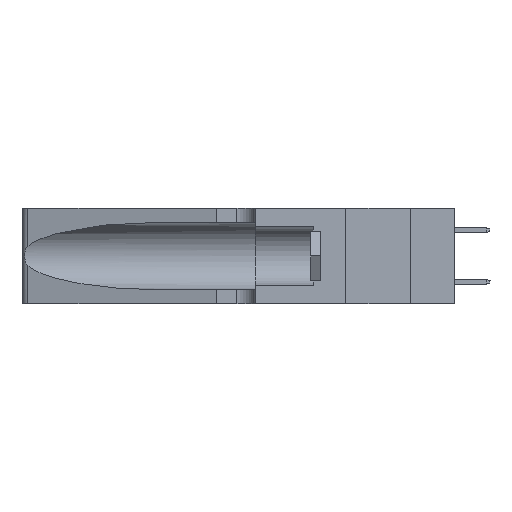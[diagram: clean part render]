
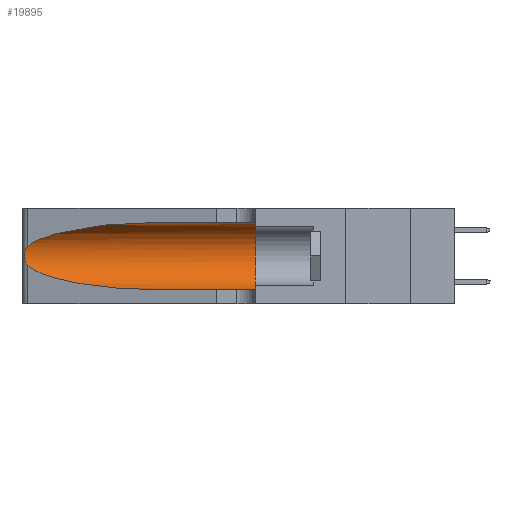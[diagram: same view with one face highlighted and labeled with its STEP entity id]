
A CAD part, left-side view. The second image highlights one B-rep face of the part: STEP entity #19895.
In plain terms, the highlighted cylindrical face has radius 3.308 mm (diameter 6.617 mm), a partial arc.
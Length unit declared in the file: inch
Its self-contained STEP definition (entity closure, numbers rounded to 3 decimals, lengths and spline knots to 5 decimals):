
#121 = CARTESIAN_POINT ( 'NONE',  ( 0.1305, 1.61858, 0.31525 ) ) ;
#361 = VERTEX_POINT ( 'NONE', #2610 ) ;
#1123 = VERTEX_POINT ( 'NONE', #7927 ) ;
#1313 = CARTESIAN_POINT ( 'NONE',  ( 0.1305, 0.35, 0.185 ) ) ;
#1723 = CARTESIAN_POINT ( 'NONE',  ( 0.25639, 1.23186, 0.15144 ) ) ;
#1787 = DIRECTION ( 'NONE',  ( 0., -1., 0. ) ) ;
#2086 = ORIENTED_EDGE ( 'NONE', *, *, #5701, .T. ) ;
#2274 = DIRECTION ( 'NONE',  ( 0., -1., 0. ) ) ;
#2610 = CARTESIAN_POINT ( 'NONE',  ( 0.25487, 1.22718, 0.22369 ) ) ;
#3199 = CARTESIAN_POINT ( 'NONE',  ( 0.26075, 1.23896, 0.19203 ) ) ;
#3805 = ORIENTED_EDGE ( 'NONE', *, *, #18521, .F. ) ;
#4606 = EDGE_LOOP ( 'NONE', ( #18932, #17873, #2086, #11637, #16943, #3805 ) ) ;
#4635 = CARTESIAN_POINT ( 'NONE',  ( 0.25555, 1.22993, 0.14849 ) ) ;
#5289 = CARTESIAN_POINT ( 'NONE',  ( 0.1305, 1.61858, 0.185 ) ) ;
#5315 = EDGE_CURVE ( 'NONE', #7177, #12888, #8923, .T. ) ;
#5701 = EDGE_CURVE ( 'NONE', #1123, #14835, #18018, .T. ) ;
#6061 = CARTESIAN_POINT ( 'NONE',  ( 0.25487, 1.22718, 0.14631 ) ) ;
#6366 = CARTESIAN_POINT ( 'NONE',  ( 0.18966, 0.96281, 0.05475 ) ) ;
#7041 = EDGE_CURVE ( 'NONE', #14835, #12888, #18506, .T. ) ;
#7177 = VERTEX_POINT ( 'NONE', #18790 ) ;
#7390 = CARTESIAN_POINT ( 'NONE',  ( 0.18966, 0.96281, 0.31525 ) ) ;
#7459 = CARTESIAN_POINT ( 'NONE',  ( 0.1305, 0.72297, 0.31525 ) ) ;
#7654 = DIRECTION ( 'NONE',  ( 0., 1., 0. ) ) ;
#7769 = CARTESIAN_POINT ( 'NONE',  ( 0.25555, 1.22994, 0.2215 ) ) ;
#7927 = CARTESIAN_POINT ( 'NONE',  ( 0.25487, 1.22718, 0.14631 ) ) ;
#7980 = CARTESIAN_POINT ( 'NONE',  ( 0.25856, 1.23593, 0.16098 ) ) ;
#8550 = DIRECTION ( 'NONE',  ( 0., 0., -1. ) ) ;
#8923 = CIRCLE ( 'NONE', #13143, 0.13025 ) ;
#8979 = DIRECTION ( 'NONE',  ( 0., -1., 0. ) ) ;
#9298 = B_SPLINE_CURVE_WITH_KNOTS ( 'NONE', 3,
 ( #14045, #7769, #17458, #18762, #12718, #16939, #3199, #9545, #20103, #7980, #9443, #1723, #4635, #11165 ),
 .UNSPECIFIED., .F., .F.,
 ( 4, 2, 2, 2, 2, 2, 4 ),
 ( 0., 0.00027, 0.00053, 0.00107, 0.0016, 0.00187, 0.00214 ),
 .UNSPECIFIED. ) ;
#9301 = LINE ( 'NONE', #121, #19715 ) ;
#9443 = CARTESIAN_POINT ( 'NONE',  ( 0.25789, 1.23486, 0.15765 ) ) ;
#9545 = CARTESIAN_POINT ( 'NONE',  ( 0.26075, 1.23896, 0.178 ) ) ;
#10405 = CARTESIAN_POINT ( 'NONE',  ( 0.1305, 0.72297, 0.31525 ) ) ;
#10844 =( BOUNDED_CURVE ( )  B_SPLINE_CURVE ( 3, ( #10405, #7390, #12149, #13579 ),
 .UNSPECIFIED., .F., .T. ) 
 B_SPLINE_CURVE_WITH_KNOTS ( ( 4, 4 ),
 ( 1.5708, 2.84003 ),
 .UNSPECIFIED. ) 
 CURVE ( )  GEOMETRIC_REPRESENTATION_ITEM ( )  RATIONAL_B_SPLINE_CURVE ( ( 1., 0.87, 0.87, 1. ) ) 
 REPRESENTATION_ITEM ( '' )  );
#10929 = AXIS2_PLACEMENT_3D ( 'NONE', #5289, #1787, #8550 ) ;
#11102 = CARTESIAN_POINT ( 'NONE',  ( 0.1305, 0.35, 0.05475 ) ) ;
#11165 = CARTESIAN_POINT ( 'NONE',  ( 0.25487, 1.22718, 0.14631 ) ) ;
#11618 = FACE_OUTER_BOUND ( 'NONE', #4606, .T. ) ;
#11637 = ORIENTED_EDGE ( 'NONE', *, *, #7041, .T. ) ;
#11694 = EDGE_CURVE ( 'NONE', #15980, #361, #10844, .T. ) ;
#12149 = CARTESIAN_POINT ( 'NONE',  ( 0.2373, 1.15595, 0.28018 ) ) ;
#12690 = CARTESIAN_POINT ( 'NONE',  ( 0.1305, 0.72297, 0.05475 ) ) ;
#12718 = CARTESIAN_POINT ( 'NONE',  ( 0.25854, 1.2359, 0.20912 ) ) ;
#12888 = VERTEX_POINT ( 'NONE', #11102 ) ;
#13143 = AXIS2_PLACEMENT_3D ( 'NONE', #1313, #7654, #17446 ) ;
#13579 = CARTESIAN_POINT ( 'NONE',  ( 0.25487, 1.22718, 0.22369 ) ) ;
#14025 = CARTESIAN_POINT ( 'NONE',  ( 0.2373, 1.15595, 0.08982 ) ) ;
#14045 = CARTESIAN_POINT ( 'NONE',  ( 0.25487, 1.22718, 0.22369 ) ) ;
#14057 = CARTESIAN_POINT ( 'NONE',  ( 0.1305, 0.72297, 0.05475 ) ) ;
#14835 = VERTEX_POINT ( 'NONE', #14057 ) ;
#15331 = CARTESIAN_POINT ( 'NONE',  ( 0.1305, 1.61858, 0.05475 ) ) ;
#15980 = VERTEX_POINT ( 'NONE', #7459 ) ;
#16124 = EDGE_CURVE ( 'NONE', #361, #1123, #9298, .T. ) ;
#16939 = CARTESIAN_POINT ( 'NONE',  ( 0.26018, 1.23835, 0.19895 ) ) ;
#16943 = ORIENTED_EDGE ( 'NONE', *, *, #5315, .F. ) ;
#17446 = DIRECTION ( 'NONE',  ( 0., 0., 1. ) ) ;
#17458 = CARTESIAN_POINT ( 'NONE',  ( 0.25639, 1.23184, 0.21858 ) ) ;
#17618 = CYLINDRICAL_SURFACE ( 'NONE', #10929, 0.13025 ) ;
#17873 = ORIENTED_EDGE ( 'NONE', *, *, #16124, .T. ) ;
#18018 =( BOUNDED_CURVE ( )  B_SPLINE_CURVE ( 3, ( #6061, #14025, #6366, #12690 ),
 .UNSPECIFIED., .F., .T. ) 
 B_SPLINE_CURVE_WITH_KNOTS ( ( 4, 4 ),
 ( 3.44316, 4.71239 ),
 .UNSPECIFIED. ) 
 CURVE ( )  GEOMETRIC_REPRESENTATION_ITEM ( )  RATIONAL_B_SPLINE_CURVE ( ( 1., 0.87, 0.87, 1. ) ) 
 REPRESENTATION_ITEM ( '' )  );
#18506 = LINE ( 'NONE', #15331, #19403 ) ;
#18521 = EDGE_CURVE ( 'NONE', #15980, #7177, #9301, .T. ) ;
#18762 = CARTESIAN_POINT ( 'NONE',  ( 0.25787, 1.23484, 0.2124 ) ) ;
#18790 = CARTESIAN_POINT ( 'NONE',  ( 0.1305, 0.35, 0.31525 ) ) ;
#18932 = ORIENTED_EDGE ( 'NONE', *, *, #11694, .T. ) ;
#19403 = VECTOR ( 'NONE', #8979, 39.37008 ) ;
#19715 = VECTOR ( 'NONE', #2274, 39.37008 ) ;
#19895 = ADVANCED_FACE ( 'NONE', ( #11618 ), #17618, .F. ) ;
#20103 = CARTESIAN_POINT ( 'NONE',  ( 0.26017, 1.23833, 0.17102 ) ) ;
